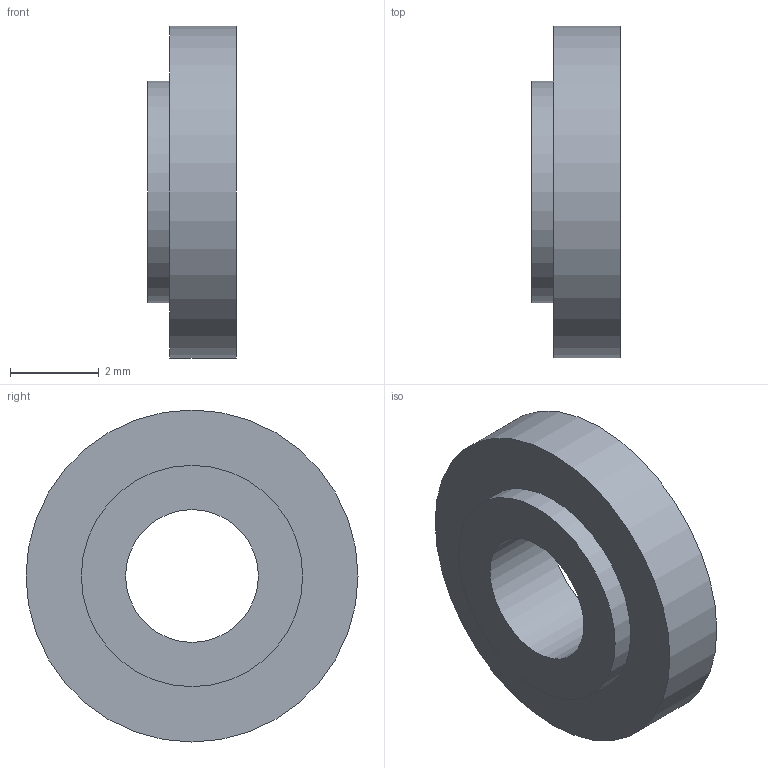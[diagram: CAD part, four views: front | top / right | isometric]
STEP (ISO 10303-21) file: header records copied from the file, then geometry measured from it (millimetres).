
FILE_DESCRIPTION (( 'STEP AP214' ), '1' );
FILE_NAME ('Part4. Roller Bracket.STEP', '2025-03-11T16:33:24', ( '' ), ( '' ), 'SwSTEP 2.0', 'SolidWorks 2025', '' );
FILE_SCHEMA (( 'AUTOMOTIVE_DESIGN' ));
Length unit declared in the file: millimetre
Products named in the file (1): Part4. Roller Bracket
Bounding box: 2 x 7.5 x 7.5 mm (x, y, z)
Volume: 61.9 mm3; surface area: 136.3 mm2
Topology: 1 solids, 1 shells, 6 faces, 9 edges, 6 vertices
Faces by surface type: plane 3, cylinder 3
Full cylindrical faces by diameter (mm): 3 x1, 5 x1, 7.5 x1
Entity records: 151 total; most frequent: DIRECTION 26, CARTESIAN_POINT 19, AXIS2_PLACEMENT_3D 13, ORIENTED_EDGE 12, EDGE_LOOP 12, FACE_OUTER_BOUND 9, VERTEX_POINT 6, EDGE_CURVE 6
